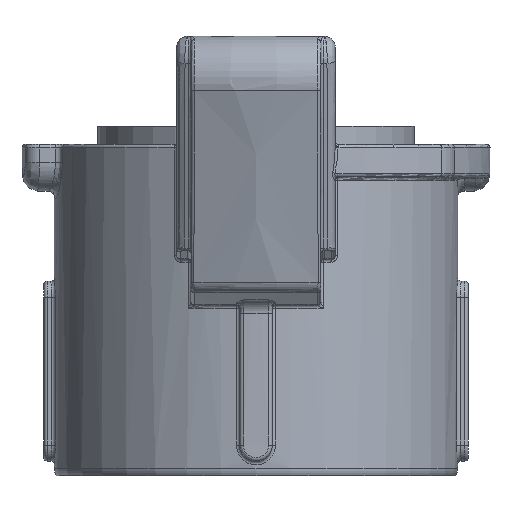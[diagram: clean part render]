
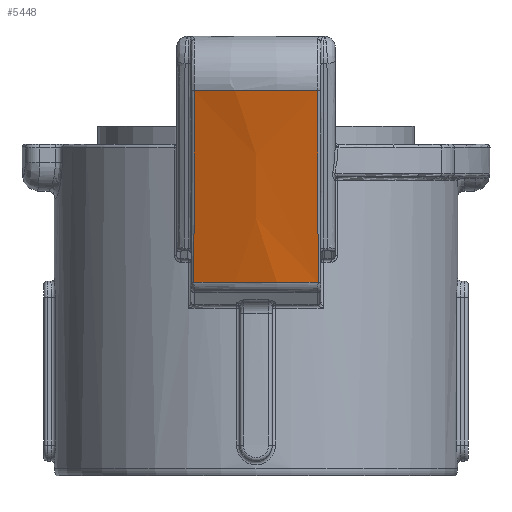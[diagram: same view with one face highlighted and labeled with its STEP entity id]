
A CAD part, front view. The second image highlights one B-rep face of the part: STEP entity #5448.
In plain terms, the highlighted conical face has half-angle 15 degrees and reference radius 39.579 mm.
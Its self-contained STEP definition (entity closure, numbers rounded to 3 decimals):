
#227=CONICAL_SURFACE('',#5976,39.579,0.262);
#269=B_SPLINE_CURVE_WITH_KNOTS('',3,(#8212,#8213,#8214,#8215),
 .UNSPECIFIED.,.F.,.F.,(4,4),(-2.761,0.),.UNSPECIFIED.);
#288=B_SPLINE_CURVE_WITH_KNOTS('',3,(#8545,#8546,#8547,#8548),
 .UNSPECIFIED.,.F.,.F.,(4,4),(-2.761,0.),.UNSPECIFIED.);
#881=FACE_OUTER_BOUND('',#1221,.T.);
#1221=EDGE_LOOP('',(#4622,#4623,#4624,#4625));
#1868=CIRCLE('',#5975,36.161);
#1869=CIRCLE('',#5977,43.296);
#1978=VERTEX_POINT('',#8177);
#1980=VERTEX_POINT('',#8210);
#1998=VERTEX_POINT('',#8508);
#2000=VERTEX_POINT('',#8543);
#2479=EDGE_CURVE('',#1980,#1978,#269,.T.);
#2508=EDGE_CURVE('',#2000,#1998,#288,.T.);
#3106=EDGE_CURVE('',#1978,#2000,#1868,.T.);
#3107=EDGE_CURVE('',#1998,#1980,#1869,.T.);
#4622=ORIENTED_EDGE('',*,*,#2479,.F.);
#4623=ORIENTED_EDGE('',*,*,#3107,.F.);
#4624=ORIENTED_EDGE('',*,*,#2508,.F.);
#4625=ORIENTED_EDGE('',*,*,#3106,.F.);
#5448=ADVANCED_FACE('',(#881),#227,.T.);
#5975=AXIS2_PLACEMENT_3D('',#14207,#7153,#7154);
#5976=AXIS2_PLACEMENT_3D('',#14208,#7155,#7156);
#5977=AXIS2_PLACEMENT_3D('',#14209,#7157,#7158);
#7153=DIRECTION('center_axis',(0.,0.,-1.));
#7154=DIRECTION('ref_axis',(0.,-1.,0.));
#7155=DIRECTION('center_axis',(0.,0.,1.));
#7156=DIRECTION('ref_axis',(0.,-1.,0.));
#7157=DIRECTION('center_axis',(0.,0.,1.));
#7158=DIRECTION('ref_axis',(0.,-1.,0.));
#8177=CARTESIAN_POINT('',(8.615,-35.12,-19.18));
#8210=CARTESIAN_POINT('',(8.596,-42.434,7.447));
#8212=CARTESIAN_POINT('Ctrl Pts',(8.596,-42.434,7.447));
#8213=CARTESIAN_POINT('Ctrl Pts',(8.601,-40.005,-1.431));
#8214=CARTESIAN_POINT('Ctrl Pts',(8.607,-37.569,-10.307));
#8215=CARTESIAN_POINT('Ctrl Pts',(8.615,-35.12,-19.18));
#8508=CARTESIAN_POINT('',(-8.596,-42.434,7.447));
#8543=CARTESIAN_POINT('',(-8.615,-35.12,-19.18));
#8545=CARTESIAN_POINT('Ctrl Pts',(-8.615,-35.12,-19.18));
#8546=CARTESIAN_POINT('Ctrl Pts',(-8.607,-37.569,-10.307));
#8547=CARTESIAN_POINT('Ctrl Pts',(-8.601,-40.005,-1.431));
#8548=CARTESIAN_POINT('Ctrl Pts',(-8.596,-42.434,7.447));
#14207=CARTESIAN_POINT('Origin',(0.,0.,-19.18));
#14208=CARTESIAN_POINT('Origin',(0.,0.,-6.424));
#14209=CARTESIAN_POINT('Origin',(0.,0.,7.447));
